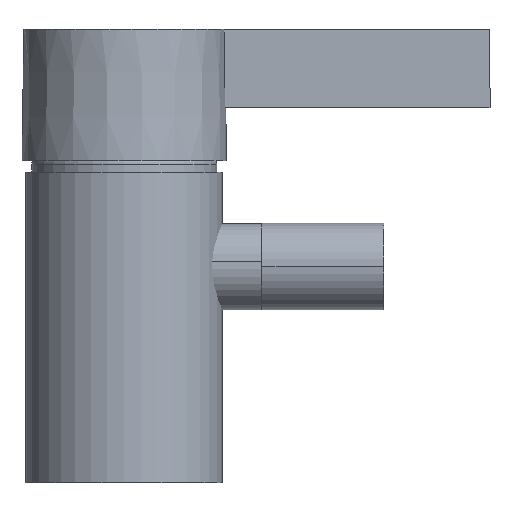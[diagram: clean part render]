
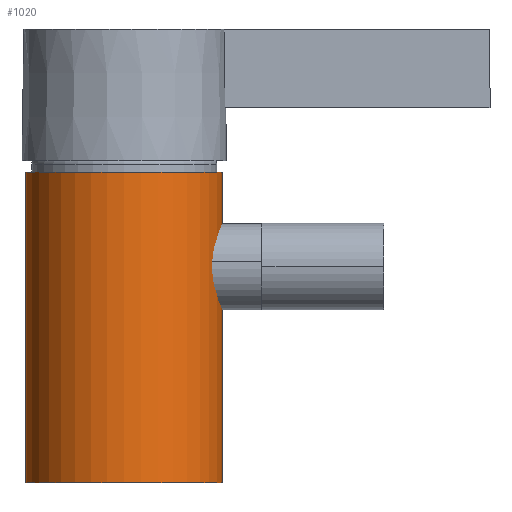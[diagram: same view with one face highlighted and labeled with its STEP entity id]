
A CAD part, left-side view. The second image highlights one B-rep face of the part: STEP entity #1020.
In plain terms, the highlighted cylindrical face has radius 25 mm (diameter 50 mm), a partial arc.
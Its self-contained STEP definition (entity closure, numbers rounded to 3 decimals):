
#3 = CARTESIAN_POINT ( 'NONE',  ( 0., 25., 79. ) ) ;
#26 = ORIENTED_EDGE ( 'NONE', *, *, #821, .F. ) ;
#81 = ORIENTED_EDGE ( 'NONE', *, *, #842, .F. ) ;
#89 = CIRCLE ( 'NONE', #1019, 25. ) ;
#114 = DIRECTION ( 'NONE',  ( 0., 0., 1. ) ) ;
#154 = VECTOR ( 'NONE', #114, 1000. ) ;
#160 = ORIENTED_EDGE ( 'NONE', *, *, #841, .T. ) ;
#169 = CARTESIAN_POINT ( 'NONE',  ( 0., -25., 0. ) ) ;
#183 = EDGE_LOOP ( 'NONE', ( #26, #160, #440, #81 ) ) ;
#212 = CARTESIAN_POINT ( 'NONE',  ( 0., 25., 0. ) ) ;
#239 = LINE ( 'NONE', #457, #154 ) ;
#242 = VERTEX_POINT ( 'NONE', #3 ) ;
#266 = CARTESIAN_POINT ( 'NONE',  ( 0., -25., 77.281 ) ) ;
#360 = FACE_OUTER_BOUND ( 'NONE', #183, .T. ) ;
#419 = VERTEX_POINT ( 'NONE', #212 ) ;
#440 = ORIENTED_EDGE ( 'NONE', *, *, #812, .T. ) ;
#453 = DIRECTION ( 'NONE',  ( 0., 0., 1. ) ) ;
#457 = CARTESIAN_POINT ( 'NONE',  ( 0., 25., 77.281 ) ) ;
#479 = DIRECTION ( 'NONE',  ( 0., -1., 0. ) ) ;
#491 = CARTESIAN_POINT ( 'NONE',  ( 0., 0., 0. ) ) ;
#493 = DIRECTION ( 'NONE',  ( 0., 0., 1. ) ) ;
#501 = DIRECTION ( 'NONE',  ( 0., -1., 0. ) ) ;
#612 = CARTESIAN_POINT ( 'NONE',  ( 0., 0., 79. ) ) ;
#616 = VERTEX_POINT ( 'NONE', #169 ) ;
#646 = DIRECTION ( 'NONE',  ( 0., -1., 0. ) ) ;
#651 = DIRECTION ( 'NONE',  ( 0., 0., 1. ) ) ;
#713 = AXIS2_PLACEMENT_3D ( 'NONE', #873, #771, #646 ) ;
#715 = VECTOR ( 'NONE', #453, 1000. ) ;
#766 = CYLINDRICAL_SURFACE ( 'NONE', #713, 25. ) ;
#767 = CIRCLE ( 'NONE', #1072, 25. ) ;
#771 = DIRECTION ( 'NONE',  ( 0., 0., 1. ) ) ;
#812 = EDGE_CURVE ( 'NONE', #616, #995, #1009, .T. ) ;
#821 = EDGE_CURVE ( 'NONE', #419, #242, #239, .T. ) ;
#841 = EDGE_CURVE ( 'NONE', #419, #616, #767, .T. ) ;
#842 = EDGE_CURVE ( 'NONE', #242, #995, #89, .T. ) ;
#873 = CARTESIAN_POINT ( 'NONE',  ( 0., 0., 77.281 ) ) ;
#968 = CARTESIAN_POINT ( 'NONE',  ( 0., -25., 79. ) ) ;
#995 = VERTEX_POINT ( 'NONE', #968 ) ;
#1009 = LINE ( 'NONE', #266, #715 ) ;
#1019 = AXIS2_PLACEMENT_3D ( 'NONE', #612, #651, #501 ) ;
#1020 = ADVANCED_FACE ( 'NONE', ( #360 ), #766, .T. ) ;
#1072 = AXIS2_PLACEMENT_3D ( 'NONE', #491, #493, #479 ) ;
